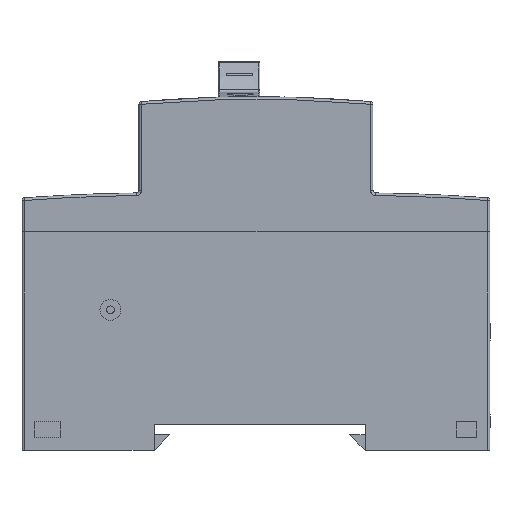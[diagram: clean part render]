
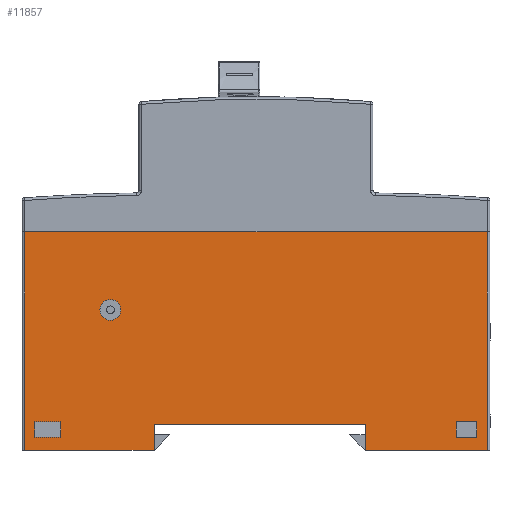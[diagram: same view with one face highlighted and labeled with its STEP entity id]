
A CAD part, front view. The second image highlights one B-rep face of the part: STEP entity #11857.
In plain terms, the highlighted planar face has unit normal (0, -1, 0).
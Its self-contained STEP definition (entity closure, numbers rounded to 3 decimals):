
#364=CARTESIAN_POINT('Vertex',(25.4,-45.,5.)) ;
#367=CARTESIAN_POINT('Line Origine',(25.4,-45.,2.5)) ;
#371=CARTESIAN_POINT('Vertex',(25.4,-45.,0.)) ;
#399=CARTESIAN_POINT('Line Origine',(45.7,-45.,5.)) ;
#403=CARTESIAN_POINT('Vertex',(66.,-45.,5.)) ;
#434=CARTESIAN_POINT('Vertex',(66.,-45.,0.)) ;
#437=CARTESIAN_POINT('Line Origine',(66.,-45.,2.5)) ;
#889=CARTESIAN_POINT('Vertex',(7.5,-45.,2.5)) ;
#892=CARTESIAN_POINT('Line Origine',(7.5,-45.,4.)) ;
#896=CARTESIAN_POINT('Vertex',(7.5,-45.,5.5)) ;
#918=CARTESIAN_POINT('Line Origine',(5.,-45.,5.5)) ;
#922=CARTESIAN_POINT('Vertex',(2.5,-45.,5.5)) ;
#948=CARTESIAN_POINT('Vertex',(2.5,-45.,2.5)) ;
#951=CARTESIAN_POINT('Line Origine',(5.,-45.,2.5)) ;
#980=CARTESIAN_POINT('Line Origine',(2.5,-45.,4.)) ;
#1005=CARTESIAN_POINT('Vertex',(87.5,-45.,2.5)) ;
#1008=CARTESIAN_POINT('Line Origine',(87.5,-45.,4.)) ;
#1012=CARTESIAN_POINT('Vertex',(87.5,-45.,5.5)) ;
#1034=CARTESIAN_POINT('Line Origine',(85.5,-45.,5.5)) ;
#1038=CARTESIAN_POINT('Vertex',(83.5,-45.,5.5)) ;
#1064=CARTESIAN_POINT('Vertex',(83.5,-45.,2.5)) ;
#1067=CARTESIAN_POINT('Line Origine',(85.5,-45.,2.5)) ;
#1091=CARTESIAN_POINT('Line Origine',(83.5,-45.,4.)) ;
#1116=CARTESIAN_POINT('Vertex',(19.,-45.,27.)) ;
#1119=CARTESIAN_POINT('Axis2P3D Location',(17.,-45.,27.)) ;
#1123=CARTESIAN_POINT('Vertex',(15.,-45.,27.)) ;
#1143=CARTESIAN_POINT('Axis2P3D Location',(17.,-45.,27.)) ;
#11705=CARTESIAN_POINT('Vertex',(89.5,-45.,42.)) ;
#11708=CARTESIAN_POINT('Line Origine',(89.5,-45.,21.)) ;
#11712=CARTESIAN_POINT('Vertex',(89.5,-45.,0.)) ;
#11753=CARTESIAN_POINT('Line Origine',(77.75,-45.,0.)) ;
#11807=CARTESIAN_POINT('Axis2P3D Location',(90.,-45.,0.)) ;
#11812=CARTESIAN_POINT('Line Origine',(0.5,-45.,21.)) ;
#11816=CARTESIAN_POINT('Vertex',(0.5,-45.,0.)) ;
#11818=CARTESIAN_POINT('Vertex',(0.5,-45.,42.)) ;
#11821=CARTESIAN_POINT('Line Origine',(12.95,-45.,0.)) ;
#11826=CARTESIAN_POINT('Line Origine',(45.,-45.,42.)) ;
#368=DIRECTION('Vector Direction',(0.,0.,1.)) ;
#400=DIRECTION('Vector Direction',(-1.,0.,0.)) ;
#438=DIRECTION('Vector Direction',(0.,0.,1.)) ;
#893=DIRECTION('Vector Direction',(0.,0.,-1.)) ;
#919=DIRECTION('Vector Direction',(-1.,0.,0.)) ;
#952=DIRECTION('Vector Direction',(1.,0.,0.)) ;
#981=DIRECTION('Vector Direction',(0.,0.,1.)) ;
#1009=DIRECTION('Vector Direction',(0.,0.,-1.)) ;
#1035=DIRECTION('Vector Direction',(-1.,0.,0.)) ;
#1068=DIRECTION('Vector Direction',(1.,0.,0.)) ;
#1092=DIRECTION('Vector Direction',(0.,0.,1.)) ;
#1120=DIRECTION('Axis2P3D Direction',(0.,1.,0.)) ;
#1144=DIRECTION('Axis2P3D Direction',(0.,1.,0.)) ;
#11709=DIRECTION('Vector Direction',(0.,0.,1.)) ;
#11754=DIRECTION('Vector Direction',(-1.,0.,0.)) ;
#11808=DIRECTION('Axis2P3D Direction',(0.,1.,0.)) ;
#11809=DIRECTION('Axis2P3D XDirection',(-1.,0.,0.)) ;
#11813=DIRECTION('Vector Direction',(0.,0.,1.)) ;
#11822=DIRECTION('Vector Direction',(-1.,0.,0.)) ;
#11827=DIRECTION('Vector Direction',(-1.,0.,0.)) ;
#1121=AXIS2_PLACEMENT_3D('Circle Axis2P3D',#1119,#1120,$) ;
#1145=AXIS2_PLACEMENT_3D('Circle Axis2P3D',#1143,#1144,$) ;
#11810=AXIS2_PLACEMENT_3D('Plane Axis2P3D',#11807,#11808,#11809) ;
#11832=ORIENTED_EDGE('',*,*,#11820,.F.) ;
#11833=ORIENTED_EDGE('',*,*,#11825,.T.) ;
#11834=ORIENTED_EDGE('',*,*,#373,.T.) ;
#11835=ORIENTED_EDGE('',*,*,#405,.F.) ;
#11836=ORIENTED_EDGE('',*,*,#441,.F.) ;
#11837=ORIENTED_EDGE('',*,*,#11757,.T.) ;
#11838=ORIENTED_EDGE('',*,*,#11714,.T.) ;
#11839=ORIENTED_EDGE('',*,*,#11830,.F.) ;
#11842=ORIENTED_EDGE('',*,*,#1147,.T.) ;
#11843=ORIENTED_EDGE('',*,*,#1125,.T.) ;
#11846=ORIENTED_EDGE('',*,*,#1040,.T.) ;
#11847=ORIENTED_EDGE('',*,*,#1014,.T.) ;
#11848=ORIENTED_EDGE('',*,*,#1071,.T.) ;
#11849=ORIENTED_EDGE('',*,*,#1095,.T.) ;
#11852=ORIENTED_EDGE('',*,*,#924,.T.) ;
#11853=ORIENTED_EDGE('',*,*,#898,.T.) ;
#11854=ORIENTED_EDGE('',*,*,#955,.T.) ;
#11855=ORIENTED_EDGE('',*,*,#984,.T.) ;
#11844=FACE_BOUND('',#11841,.T.) ;
#11850=FACE_BOUND('',#11845,.T.) ;
#11856=FACE_BOUND('',#11851,.T.) ;
#369=VECTOR('Line Direction',#368,1.) ;
#401=VECTOR('Line Direction',#400,1.) ;
#439=VECTOR('Line Direction',#438,1.) ;
#894=VECTOR('Line Direction',#893,1.) ;
#920=VECTOR('Line Direction',#919,1.) ;
#953=VECTOR('Line Direction',#952,1.) ;
#982=VECTOR('Line Direction',#981,1.) ;
#1010=VECTOR('Line Direction',#1009,1.) ;
#1036=VECTOR('Line Direction',#1035,1.) ;
#1069=VECTOR('Line Direction',#1068,1.) ;
#1093=VECTOR('Line Direction',#1092,1.) ;
#11710=VECTOR('Line Direction',#11709,1.) ;
#11755=VECTOR('Line Direction',#11754,1.) ;
#11814=VECTOR('Line Direction',#11813,1.) ;
#11823=VECTOR('Line Direction',#11822,1.) ;
#11828=VECTOR('Line Direction',#11827,1.) ;
#11857=ADVANCED_FACE('',(#11840,#11844,#11850,#11856),#11811,.F.) ;
#1122=CIRCLE('generated circle',#1121,2.) ;
#1146=CIRCLE('generated circle',#1145,2.) ;
#373=EDGE_CURVE('',#372,#365,#370,.T.) ;
#405=EDGE_CURVE('',#404,#365,#402,.T.) ;
#441=EDGE_CURVE('',#435,#404,#440,.T.) ;
#898=EDGE_CURVE('',#897,#890,#895,.T.) ;
#924=EDGE_CURVE('',#923,#897,#921,.F.) ;
#955=EDGE_CURVE('',#890,#949,#954,.F.) ;
#984=EDGE_CURVE('',#949,#923,#983,.T.) ;
#1014=EDGE_CURVE('',#1013,#1006,#1011,.T.) ;
#1040=EDGE_CURVE('',#1039,#1013,#1037,.F.) ;
#1071=EDGE_CURVE('',#1006,#1065,#1070,.F.) ;
#1095=EDGE_CURVE('',#1065,#1039,#1094,.T.) ;
#1125=EDGE_CURVE('',#1124,#1117,#1122,.T.) ;
#1147=EDGE_CURVE('',#1117,#1124,#1146,.T.) ;
#11714=EDGE_CURVE('',#11713,#11706,#11711,.T.) ;
#11757=EDGE_CURVE('',#435,#11713,#11756,.F.) ;
#11820=EDGE_CURVE('',#11817,#11819,#11815,.T.) ;
#11825=EDGE_CURVE('',#11817,#372,#11824,.F.) ;
#11830=EDGE_CURVE('',#11819,#11706,#11829,.F.) ;
#11831=EDGE_LOOP('',(#11832,#11833,#11834,#11835,#11836,#11837,#11838,#11839)) ;
#11841=EDGE_LOOP('',(#11842,#11843)) ;
#11845=EDGE_LOOP('',(#11846,#11847,#11848,#11849)) ;
#11851=EDGE_LOOP('',(#11852,#11853,#11854,#11855)) ;
#11840=FACE_OUTER_BOUND('',#11831,.T.) ;
#370=LINE('Line',#367,#369) ;
#402=LINE('Line',#399,#401) ;
#440=LINE('Line',#437,#439) ;
#895=LINE('Line',#892,#894) ;
#921=LINE('Line',#918,#920) ;
#954=LINE('Line',#951,#953) ;
#983=LINE('Line',#980,#982) ;
#1011=LINE('Line',#1008,#1010) ;
#1037=LINE('Line',#1034,#1036) ;
#1070=LINE('Line',#1067,#1069) ;
#1094=LINE('Line',#1091,#1093) ;
#11711=LINE('Line',#11708,#11710) ;
#11756=LINE('Line',#11753,#11755) ;
#11815=LINE('Line',#11812,#11814) ;
#11824=LINE('Line',#11821,#11823) ;
#11829=LINE('Line',#11826,#11828) ;
#11811=PLANE('Plane',#11810) ;
#365=VERTEX_POINT('',#364) ;
#372=VERTEX_POINT('',#371) ;
#404=VERTEX_POINT('',#403) ;
#435=VERTEX_POINT('',#434) ;
#890=VERTEX_POINT('',#889) ;
#897=VERTEX_POINT('',#896) ;
#923=VERTEX_POINT('',#922) ;
#949=VERTEX_POINT('',#948) ;
#1006=VERTEX_POINT('',#1005) ;
#1013=VERTEX_POINT('',#1012) ;
#1039=VERTEX_POINT('',#1038) ;
#1065=VERTEX_POINT('',#1064) ;
#1117=VERTEX_POINT('',#1116) ;
#1124=VERTEX_POINT('',#1123) ;
#11706=VERTEX_POINT('',#11705) ;
#11713=VERTEX_POINT('',#11712) ;
#11817=VERTEX_POINT('',#11816) ;
#11819=VERTEX_POINT('',#11818) ;
